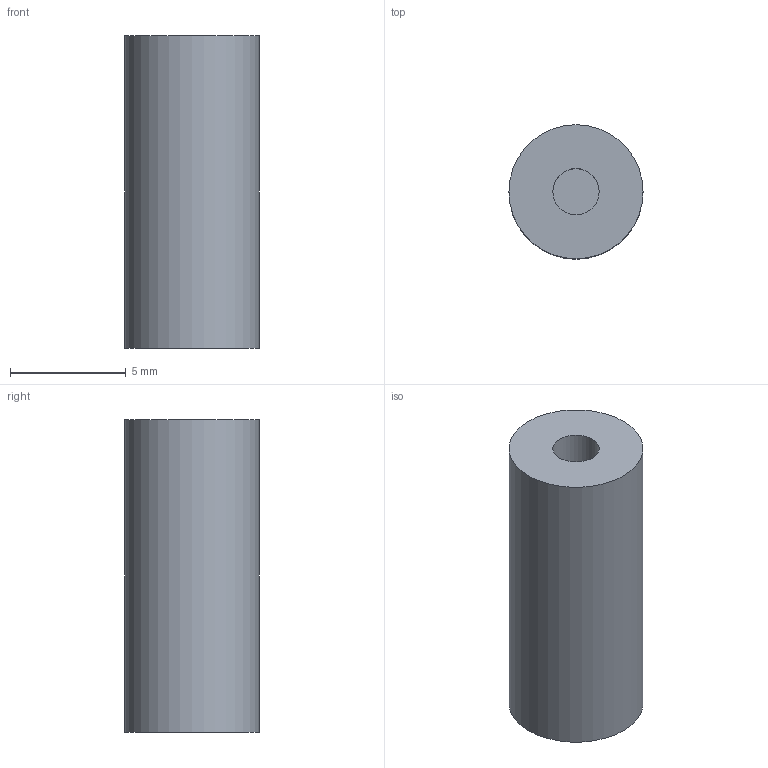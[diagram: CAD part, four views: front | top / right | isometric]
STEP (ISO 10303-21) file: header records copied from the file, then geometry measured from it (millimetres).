
FILE_DESCRIPTION(/* description */ ('STEP AP242','CAx-IF Rec.Pracs.---Representation and Presentation of Product Manufacturing Information (PMI)---4.0---2014-10-13','CAx-IF Rec.Pracs.---3D Tessellated Geometry---0.4---2014-09-14','2;1'),/* implementation_level */ '2;1');
FILE_NAME(/* name */ '6216425f32e93d7ada5ab6e8',/* time_stamp */ '2022-02-23T14:19:12+00:00',/* author */ (''),/* organization */ (''),/* preprocessor_version */ 'ST-DEVELOPER v18.101',/* originating_system */ ' ',/* authorisation */ ' ');
FILE_SCHEMA (('AP242_MANAGED_MODEL_BASED_3D_ENGINEERING_MIM_LF { 1 0 10303 442 1 1 4 }'));
Length unit declared in the file: metre
Products named in the file (1): Part 1
Bounding box: 5.8 x 5.8 x 13.5 mm (x, y, z)
Volume: 281 mm3; surface area: 432.3 mm2
Topology: 1 solids, 1 shells, 26 faces, 65 edges, 43 vertices
Faces by surface type: cylinder 18, plane 6, bspline 2
Full cylindrical faces by diameter (mm): 2 x1, 3.9 x15, 5.8 x1
Entity records: 1546 total; most frequent: CARTESIAN_POINT 1320, DIRECTION 39, ORIENTED_EDGE 38, EDGE_CURVE 19, EDGE_LOOP 16, FACE_BOUND 16, AXIS2_PLACEMENT_3D 16, VERTEX_POINT 15
